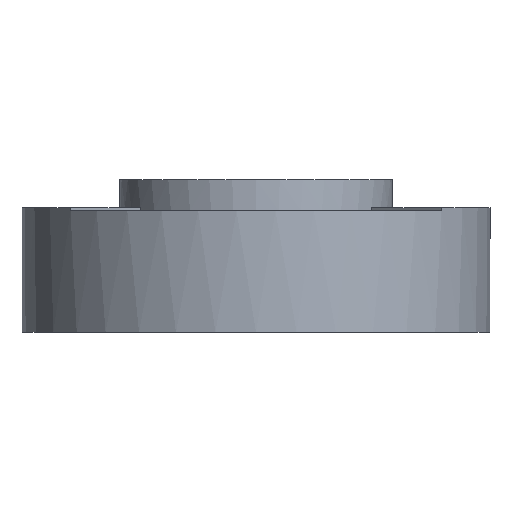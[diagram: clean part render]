
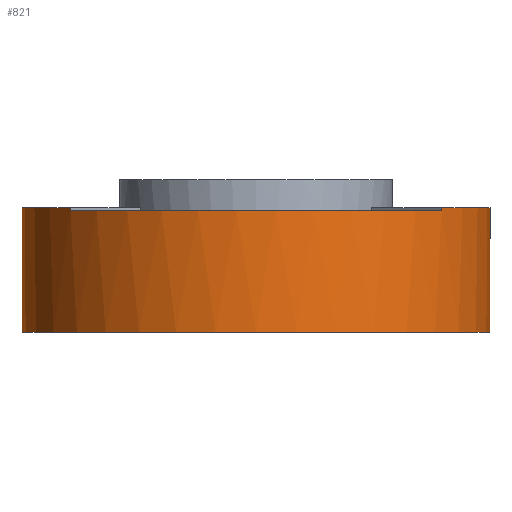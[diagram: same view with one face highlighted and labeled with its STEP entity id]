
A CAD part, left-side view. The second image highlights one B-rep face of the part: STEP entity #821.
In plain terms, the highlighted cylindrical face has radius 7.5 mm (diameter 15 mm), a partial arc.
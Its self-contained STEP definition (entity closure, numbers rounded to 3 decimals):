
#121=VECTOR('',#1065,1.);
#129=VECTOR('',#1094,1.);
#140=VECTOR('',#1125,1.);
#141=VECTOR('',#1126,1.);
#161=LINE('',#1341,#121);
#169=LINE('',#1372,#129);
#180=LINE('',#1405,#140);
#181=LINE('',#1406,#141);
#257=VERTEX_POINT('',#1320);
#258=VERTEX_POINT('',#1322);
#263=VERTEX_POINT('',#1335);
#266=VERTEX_POINT('',#1340);
#269=VERTEX_POINT('',#1349);
#272=VERTEX_POINT('',#1357);
#277=VERTEX_POINT('',#1371);
#284=VERTEX_POINT('',#1389);
#320=CIRCLE('',#894,7.5);
#323=CIRCLE('',#900,7.5);
#326=CIRCLE('',#904,7.5);
#331=CIRCLE('',#913,7.5);
#379=EDGE_CURVE('',#258,#257,#320,.T.);
#388=EDGE_CURVE('',#266,#263,#161,.T.);
#392=EDGE_CURVE('',#269,#263,#323,.T.);
#397=EDGE_CURVE('',#266,#272,#326,.T.);
#404=EDGE_CURVE('',#272,#277,#169,.T.);
#413=EDGE_CURVE('',#277,#284,#331,.T.);
#420=EDGE_CURVE('',#269,#257,#180,.T.);
#421=EDGE_CURVE('',#284,#258,#181,.T.);
#577=ORIENTED_EDGE('',*,*,#420,.F.);
#578=ORIENTED_EDGE('',*,*,#392,.T.);
#579=ORIENTED_EDGE('',*,*,#388,.F.);
#580=ORIENTED_EDGE('',*,*,#397,.T.);
#581=ORIENTED_EDGE('',*,*,#404,.T.);
#582=ORIENTED_EDGE('',*,*,#413,.T.);
#583=ORIENTED_EDGE('',*,*,#421,.T.);
#584=ORIENTED_EDGE('',*,*,#379,.T.);
#684=EDGE_LOOP('',(#577,#578,#579,#580,#581,#582,#583,#584));
#768=FACE_BOUND('',#684,.T.);
#821=ADVANCED_FACE('',(#768),#1432,.T.);
#894=AXIS2_PLACEMENT_3D('',#1321,#1053,#1054);
#900=AXIS2_PLACEMENT_3D('',#1348,#1072,#1073);
#904=AXIS2_PLACEMENT_3D('',#1358,#1081,#1082);
#913=AXIS2_PLACEMENT_3D('',#1390,#1107,#1108);
#921=AXIS2_PLACEMENT_3D('',#1404,#1123,#1124);
#1053=DIRECTION('',(0.,0.,1.));
#1054=DIRECTION('',(-7.5,0.,0.));
#1065=DIRECTION('',(0.,0.,1.));
#1072=DIRECTION('',(0.,0.,-1.));
#1073=DIRECTION('',(7.5,0.,0.));
#1081=DIRECTION('',(0.,0.,-1.));
#1082=DIRECTION('',(-5.303,-5.303,0.));
#1094=DIRECTION('',(0.,0.,1.));
#1107=DIRECTION('',(0.,0.,-1.));
#1108=DIRECTION('',(7.5,0.,0.));
#1123=DIRECTION('',(0.,0.,1.));
#1124=DIRECTION('',(-5.303,5.303,0.));
#1125=DIRECTION('',(0.,0.,-1.));
#1126=DIRECTION('',(0.,0.,-1.));
#1320=CARTESIAN_POINT('',(7.5,0.,-1.25));
#1321=CARTESIAN_POINT('',(7.5,7.5,-1.25));
#1322=CARTESIAN_POINT('',(7.5,15.,-1.25));
#1335=CARTESIAN_POINT('',(2.929,1.554,2.75));
#1340=CARTESIAN_POINT('',(2.929,1.554,2.65));
#1341=CARTESIAN_POINT('',(2.929,1.554,2.65));
#1348=CARTESIAN_POINT('',(7.5,7.5,2.75));
#1349=CARTESIAN_POINT('',(7.5,0.,2.75));
#1357=CARTESIAN_POINT('',(2.929,13.446,2.65));
#1358=CARTESIAN_POINT('',(7.5,7.5,2.65));
#1371=CARTESIAN_POINT('',(2.929,13.446,2.75));
#1372=CARTESIAN_POINT('',(2.929,13.446,2.65));
#1389=CARTESIAN_POINT('',(7.5,15.,2.75));
#1390=CARTESIAN_POINT('',(7.5,7.5,2.75));
#1404=CARTESIAN_POINT('',(7.5,7.5,0.));
#1405=CARTESIAN_POINT('',(7.5,0.,0.));
#1406=CARTESIAN_POINT('',(7.5,15.,0.));
#1432=CYLINDRICAL_SURFACE('',#921,7.5);
